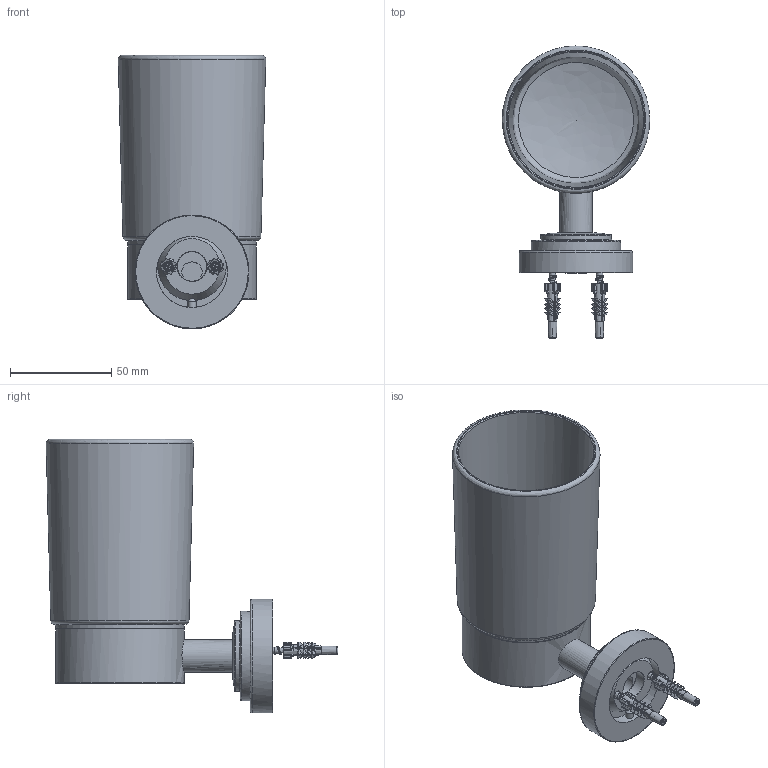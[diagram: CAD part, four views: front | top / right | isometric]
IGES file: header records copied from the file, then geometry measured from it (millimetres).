
Global section: file name: N7635-F; native system: Autodesk Inventor 2018; preprocessor: unknown; author: rclarke; date: 20180122.143437; units: millimetre
Bounding box: 72.67 x 143.73 x 134.8 mm (x, y, z)
Volume: 169299.1 mm3; surface area: 92082.3 mm2
Topology: 13 solids, 13 shells, 667 faces, 1990 edges, 1348 vertices
Faces by surface type: bspline 667
